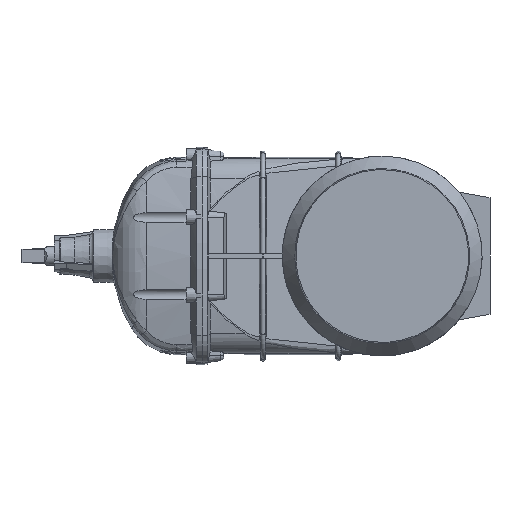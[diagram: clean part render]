
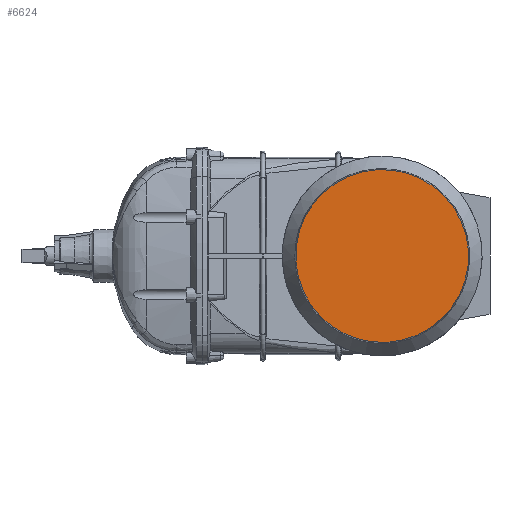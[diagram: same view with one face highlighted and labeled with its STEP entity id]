
A CAD part, left-side view. The second image highlights one B-rep face of the part: STEP entity #6624.
In plain terms, the highlighted planar face has unit normal (-1, 0, 0).
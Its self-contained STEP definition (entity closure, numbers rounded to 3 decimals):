
#3596 = CIRCLE ( 'NONE', #5401, 177.5 ) ;
#3741 = EDGE_CURVE ( 'NONE', #12538, #12538, #3596, .T. ) ;
#5401 = AXIS2_PLACEMENT_3D ( 'NONE', #9321, #9322, #9323 ) ;
#5530 = AXIS2_PLACEMENT_3D ( 'NONE', #14776, #14782, #14783 ) ;
#6538 = CARTESIAN_POINT ( 'NONE',  ( -737.95, 172.367, -42.377 ) ) ;
#6624 = ADVANCED_FACE ( 'NONE', ( #11829 ), #14780, .F. ) ;
#9321 = CARTESIAN_POINT ( 'NONE',  ( -737.95, 0., 0. ) ) ;
#9322 = DIRECTION ( 'NONE',  ( -1., 0., 0. ) ) ;
#9323 = DIRECTION ( 'NONE',  ( 0., 0.971, -0.239 ) ) ;
#11829 = FACE_OUTER_BOUND ( 'NONE', #13644, .T. ) ;
#12538 = VERTEX_POINT ( 'NONE', #6538 ) ;
#12687 = ORIENTED_EDGE ( 'NONE', *, *, #3741, .T. ) ;
#13644 = EDGE_LOOP ( 'NONE', ( #12687 ) ) ;
#14776 = CARTESIAN_POINT ( 'NONE',  ( -737.95, 0., 0. ) ) ;
#14780 = PLANE ( 'NONE',  #5530 ) ;
#14782 = DIRECTION ( 'NONE',  ( 1., 0., 0. ) ) ;
#14783 = DIRECTION ( 'NONE',  ( 0., -0.971, 0.239 ) ) ;
